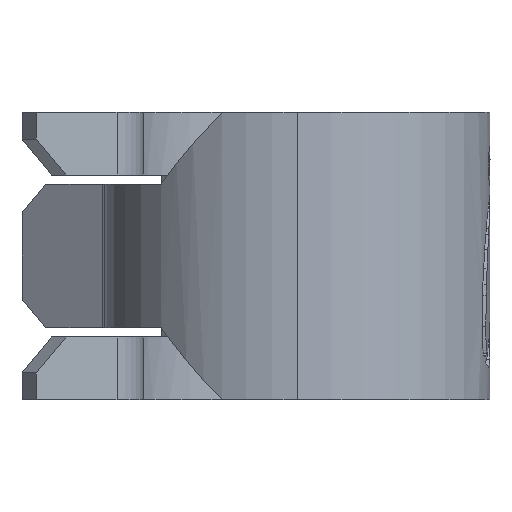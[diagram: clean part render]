
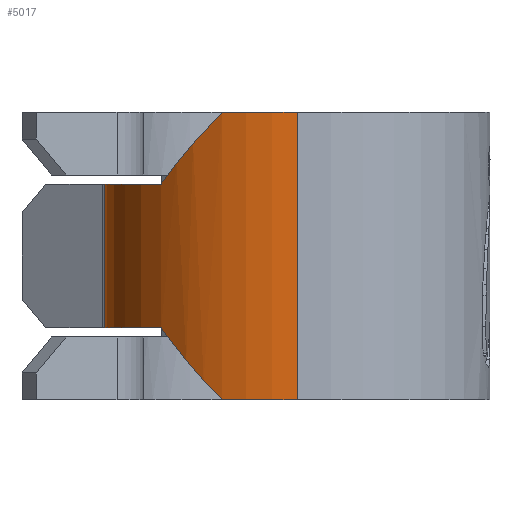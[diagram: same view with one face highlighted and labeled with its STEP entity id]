
A CAD part, left-side view. The second image highlights one B-rep face of the part: STEP entity #5017.
In plain terms, the highlighted cylindrical face has radius 5.35 mm (diameter 10.7 mm), a partial arc.
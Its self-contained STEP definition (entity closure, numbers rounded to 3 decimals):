
#24 = VERTEX_POINT ( 'NONE', #1086 ) ;
#53 =( BOUNDED_CURVE ( )  B_SPLINE_CURVE ( 3, ( #1303, #4736, #878, #3749 ),
 .UNSPECIFIED., .F., .T. ) 
 B_SPLINE_CURVE_WITH_KNOTS ( ( 4, 4 ),
 ( 4.329, 4.712 ),
 .UNSPECIFIED. ) 
 CURVE ( )  GEOMETRIC_REPRESENTATION_ITEM ( )  RATIONAL_B_SPLINE_CURVE ( ( 1., 0.988, 0.988, 1. ) ) 
 REPRESENTATION_ITEM ( '' )  );
#63 = EDGE_CURVE ( 'NONE', #4436, #696, #1578, .T. ) ;
#169 = CARTESIAN_POINT ( 'NONE',  ( 0., 0., 4. ) ) ;
#176 = CIRCLE ( 'NONE', #984, 5.35 ) ;
#228 = EDGE_CURVE ( 'NONE', #4074, #2979, #53, .T. ) ;
#634 =( BOUNDED_CURVE ( )  B_SPLINE_CURVE ( 3, ( #1091, #5465, #3280, #4521 ),
 .UNSPECIFIED., .F., .T. ) 
 B_SPLINE_CURVE_WITH_KNOTS ( ( 4, 4 ),
 ( 4.712, 5.096 ),
 .UNSPECIFIED. ) 
 CURVE ( )  GEOMETRIC_REPRESENTATION_ITEM ( )  RATIONAL_B_SPLINE_CURVE ( ( 1., 0.988, 0.988, 1. ) ) 
 REPRESENTATION_ITEM ( '' )  );
#673 = ORIENTED_EDGE ( 'NONE', *, *, #3918, .F. ) ;
#696 = VERTEX_POINT ( 'NONE', #1396 ) ;
#753 = CARTESIAN_POINT ( 'NONE',  ( 0., 0., 2. ) ) ;
#789 = EDGE_CURVE ( 'NONE', #5268, #3911, #634, .T. ) ;
#830 = CARTESIAN_POINT ( 'NONE',  ( 0., 0., -4. ) ) ;
#878 = CARTESIAN_POINT ( 'NONE',  ( -4.269, 3.297, 2.687 ) ) ;
#984 = AXIS2_PLACEMENT_3D ( 'NONE', #169, #1825, #1882 ) ;
#1075 = AXIS2_PLACEMENT_3D ( 'NONE', #1650, #2603, #4355 ) ;
#1086 = CARTESIAN_POINT ( 'NONE',  ( -5.35, 0., -4. ) ) ;
#1091 = CARTESIAN_POINT ( 'NONE',  ( -3.783, 3.783, -2. ) ) ;
#1177 = CARTESIAN_POINT ( 'NONE',  ( -4.923, 2.095, 4. ) ) ;
#1303 = CARTESIAN_POINT ( 'NONE',  ( -4.923, 2.095, 4. ) ) ;
#1396 = CARTESIAN_POINT ( 'NONE',  ( 1.783, 5.044, -2. ) ) ;
#1578 = LINE ( 'NONE', #3701, #3517 ) ;
#1650 = CARTESIAN_POINT ( 'NONE',  ( 0., 0., -2. ) ) ;
#1825 = DIRECTION ( 'NONE',  ( 0., 0., 1. ) ) ;
#1864 = FACE_OUTER_BOUND ( 'NONE', #2208, .T. ) ;
#1865 = CARTESIAN_POINT ( 'NONE',  ( 1.783, 5.044, 2. ) ) ;
#1882 = DIRECTION ( 'NONE',  ( 1., 0., 0. ) ) ;
#2193 = DIRECTION ( 'NONE',  ( 0., 0., -1. ) ) ;
#2208 = EDGE_LOOP ( 'NONE', ( #5335, #673, #3307, #3702, #4361, #4328, #3174, #3025 ) ) ;
#2334 = CIRCLE ( 'NONE', #3317, 5.35 ) ;
#2470 = DIRECTION ( 'NONE',  ( 0., 0., 1. ) ) ;
#2506 = CIRCLE ( 'NONE', #3863, 5.35 ) ;
#2603 = DIRECTION ( 'NONE',  ( 0., 0., -1. ) ) ;
#2650 = CARTESIAN_POINT ( 'NONE',  ( 0., 0., 4. ) ) ;
#2934 = DIRECTION ( 'NONE',  ( 0., 0., 1. ) ) ;
#2979 = VERTEX_POINT ( 'NONE', #4668 ) ;
#3025 = ORIENTED_EDGE ( 'NONE', *, *, #4370, .T. ) ;
#3049 = EDGE_CURVE ( 'NONE', #5123, #24, #3938, .T. ) ;
#3174 = ORIENTED_EDGE ( 'NONE', *, *, #789, .T. ) ;
#3214 = DIRECTION ( 'NONE',  ( 0., 0., -1. ) ) ;
#3280 = CARTESIAN_POINT ( 'NONE',  ( -4.654, 2.727, -3.362 ) ) ;
#3307 = ORIENTED_EDGE ( 'NONE', *, *, #228, .T. ) ;
#3317 = AXIS2_PLACEMENT_3D ( 'NONE', #753, #2470, #4196 ) ;
#3517 = VECTOR ( 'NONE', #4597, 1000. ) ;
#3581 = DIRECTION ( 'NONE',  ( -1., 0., 0. ) ) ;
#3701 = CARTESIAN_POINT ( 'NONE',  ( 1.783, 5.044, 4. ) ) ;
#3702 = ORIENTED_EDGE ( 'NONE', *, *, #4151, .F. ) ;
#3749 = CARTESIAN_POINT ( 'NONE',  ( -3.783, 3.783, 2. ) ) ;
#3863 = AXIS2_PLACEMENT_3D ( 'NONE', #830, #2934, #5461 ) ;
#3911 = VERTEX_POINT ( 'NONE', #4311 ) ;
#3918 = EDGE_CURVE ( 'NONE', #4074, #5123, #176, .T. ) ;
#3938 = LINE ( 'NONE', #4833, #5104 ) ;
#3952 = AXIS2_PLACEMENT_3D ( 'NONE', #2650, #3214, #3581 ) ;
#4066 = CARTESIAN_POINT ( 'NONE',  ( -5.35, 0., 4. ) ) ;
#4074 = VERTEX_POINT ( 'NONE', #1177 ) ;
#4151 = EDGE_CURVE ( 'NONE', #4436, #2979, #2334, .T. ) ;
#4196 = DIRECTION ( 'NONE',  ( 1., 0., 0. ) ) ;
#4311 = CARTESIAN_POINT ( 'NONE',  ( -4.923, 2.095, -4. ) ) ;
#4328 = ORIENTED_EDGE ( 'NONE', *, *, #4672, .F. ) ;
#4355 = DIRECTION ( 'NONE',  ( -1., 0., 0. ) ) ;
#4361 = ORIENTED_EDGE ( 'NONE', *, *, #63, .T. ) ;
#4370 = EDGE_CURVE ( 'NONE', #3911, #24, #2506, .T. ) ;
#4401 = CIRCLE ( 'NONE', #1075, 5.35 ) ;
#4436 = VERTEX_POINT ( 'NONE', #1865 ) ;
#4521 = CARTESIAN_POINT ( 'NONE',  ( -4.923, 2.095, -4. ) ) ;
#4597 = DIRECTION ( 'NONE',  ( 0., 0., -1. ) ) ;
#4668 = CARTESIAN_POINT ( 'NONE',  ( -3.783, 3.783, 2. ) ) ;
#4672 = EDGE_CURVE ( 'NONE', #5268, #696, #4401, .T. ) ;
#4736 = CARTESIAN_POINT ( 'NONE',  ( -4.654, 2.727, 3.362 ) ) ;
#4833 = CARTESIAN_POINT ( 'NONE',  ( -5.35, 0., 4. ) ) ;
#4904 = CYLINDRICAL_SURFACE ( 'NONE', #3952, 5.35 ) ;
#5017 = ADVANCED_FACE ( 'NONE', ( #1864 ), #4904, .T. ) ;
#5104 = VECTOR ( 'NONE', #2193, 1000. ) ;
#5123 = VERTEX_POINT ( 'NONE', #4066 ) ;
#5268 = VERTEX_POINT ( 'NONE', #5522 ) ;
#5335 = ORIENTED_EDGE ( 'NONE', *, *, #3049, .F. ) ;
#5461 = DIRECTION ( 'NONE',  ( 1., 0., 0. ) ) ;
#5465 = CARTESIAN_POINT ( 'NONE',  ( -4.269, 3.297, -2.687 ) ) ;
#5522 = CARTESIAN_POINT ( 'NONE',  ( -3.783, 3.783, -2. ) ) ;
